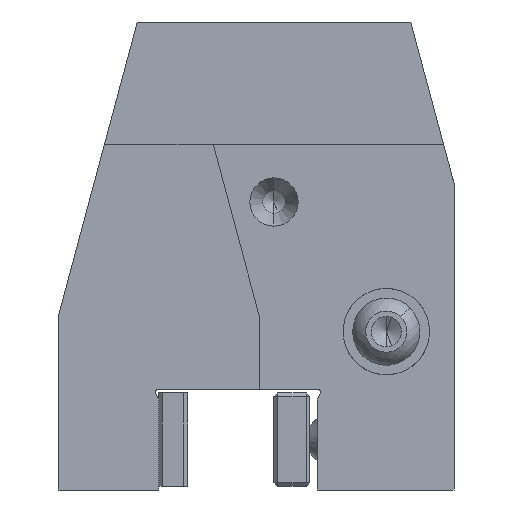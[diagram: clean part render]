
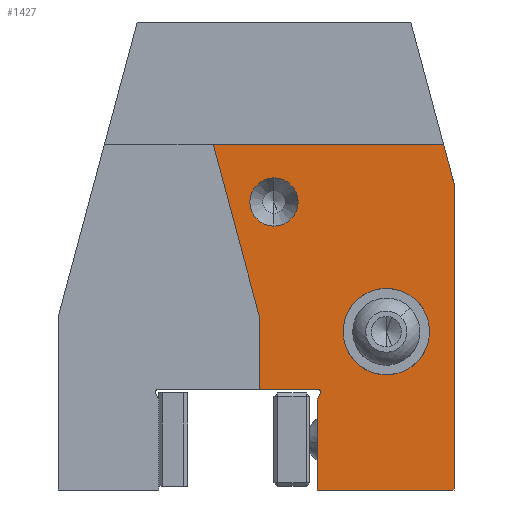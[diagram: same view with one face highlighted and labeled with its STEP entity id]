
A CAD part, left-side view. The second image highlights one B-rep face of the part: STEP entity #1427.
In plain terms, the highlighted planar face has unit normal (-1, 0, 0).
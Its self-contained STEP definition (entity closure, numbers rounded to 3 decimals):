
#121 = EDGE_CURVE ( 'NONE', #10198, #9777, #5573, .T. ) ;
#236 = EDGE_CURVE ( 'NONE', #1602, #3034, #8533, .T. ) ;
#315 = CARTESIAN_POINT ( 'NONE',  ( -51.673, 1.883, -25.217 ) ) ;
#329 = ORIENTED_EDGE ( 'NONE', *, *, #8505, .F. ) ;
#337 = CARTESIAN_POINT ( 'NONE',  ( -51.673, 1.483, -25.217 ) ) ;
#407 = CARTESIAN_POINT ( 'NONE',  ( -51.673, -7.657, -16.817 ) ) ;
#526 = AXIS2_PLACEMENT_3D ( 'NONE', #3530, #7740, #10440 ) ;
#645 = AXIS2_PLACEMENT_3D ( 'NONE', #4528, #5249, #9578 ) ;
#795 = ORIENTED_EDGE ( 'NONE', *, *, #6133, .F. ) ;
#1059 = VECTOR ( 'NONE', #4237, 1000. ) ;
#1118 = CARTESIAN_POINT ( 'NONE',  ( -51.673, -7.657, -22.817 ) ) ;
#1153 = AXIS2_PLACEMENT_3D ( 'NONE', #3389, #5059, #6834 ) ;
#1166 = DIRECTION ( 'NONE',  ( 0., 0.259, 0.966 ) ) ;
#1383 = ORIENTED_EDGE ( 'NONE', *, *, #2556, .F. ) ;
#1421 = CIRCLE ( 'NONE', #7559, 6. ) ;
#1427 = ADVANCED_FACE ( 'NONE', ( #9182, #10840, #4614 ), #8451, .T. ) ;
#1484 = VECTOR ( 'NONE', #9148, 1000. ) ;
#1587 = LINE ( 'NONE', #6730, #1059 ) ;
#1602 = VERTEX_POINT ( 'NONE', #3759 ) ;
#1905 = EDGE_CURVE ( 'NONE', #3041, #8869, #10276, .T. ) ;
#1956 = VECTOR ( 'NONE', #8804, 1000. ) ;
#2187 = CARTESIAN_POINT ( 'NONE',  ( -51.673, 16.374, 9.183 ) ) ;
#2190 = EDGE_CURVE ( 'NONE', #3041, #9394, #4866, .T. ) ;
#2260 = EDGE_CURVE ( 'NONE', #9777, #7645, #2711, .T. ) ;
#2432 = CARTESIAN_POINT ( 'NONE',  ( -51.673, -17.057, -38.817 ) ) ;
#2556 = EDGE_CURVE ( 'NONE', #8869, #3150, #7433, .T. ) ;
#2633 = EDGE_LOOP ( 'NONE', ( #10369, #8149 ) ) ;
#2669 = CARTESIAN_POINT ( 'NONE',  ( -51.673, 1.883, -24.817 ) ) ;
#2711 = LINE ( 'NONE', #10871, #1484 ) ;
#2805 = CIRCLE ( 'NONE', #526, 3.35 ) ;
#2905 = VERTEX_POINT ( 'NONE', #7007 ) ;
#2922 = LINE ( 'NONE', #2187, #5101 ) ;
#3034 = VERTEX_POINT ( 'NONE', #1118 ) ;
#3041 = VERTEX_POINT ( 'NONE', #3678 ) ;
#3150 = VERTEX_POINT ( 'NONE', #3797 ) ;
#3241 = DIRECTION ( 'NONE',  ( 0., -1., 0. ) ) ;
#3265 = VECTOR ( 'NONE', #8516, 1000. ) ;
#3389 = CARTESIAN_POINT ( 'NONE',  ( -51.673, 1.883, -25.217 ) ) ;
#3530 = CARTESIAN_POINT ( 'NONE',  ( -51.673, 7.943, 1.183 ) ) ;
#3678 = CARTESIAN_POINT ( 'NONE',  ( -51.673, 9.943, -24.817 ) ) ;
#3685 = CARTESIAN_POINT ( 'NONE',  ( -51.673, 1.943, -38.817 ) ) ;
#3750 = DIRECTION ( 'NONE',  ( -1., 0., 0. ) ) ;
#3757 = LINE ( 'NONE', #3934, #7415 ) ;
#3759 = CARTESIAN_POINT ( 'NONE',  ( -51.673, -7.657, -10.817 ) ) ;
#3797 = CARTESIAN_POINT ( 'NONE',  ( -51.673, 16.374, 9.183 ) ) ;
#3828 = EDGE_LOOP ( 'NONE', ( #795, #329 ) ) ;
#3875 = ORIENTED_EDGE ( 'NONE', *, *, #1905, .F. ) ;
#3882 = VERTEX_POINT ( 'NONE', #2432 ) ;
#3884 = CIRCLE ( 'NONE', #3920, 0.4 ) ;
#3920 = AXIS2_PLACEMENT_3D ( 'NONE', #315, #3750, #10760 ) ;
#3934 = CARTESIAN_POINT ( 'NONE',  ( -51.673, -17.057, -38.817 ) ) ;
#3985 = EDGE_CURVE ( 'NONE', #2905, #3882, #1587, .T. ) ;
#4025 = VECTOR ( 'NONE', #9845, 1000. ) ;
#4237 = DIRECTION ( 'NONE',  ( 0., 0., -1. ) ) ;
#4413 = DIRECTION ( 'NONE',  ( 0., 0., 1. ) ) ;
#4497 = CARTESIAN_POINT ( 'NONE',  ( -51.673, 9.943, -14.817 ) ) ;
#4528 = CARTESIAN_POINT ( 'NONE',  ( -51.673, -7.657, -16.817 ) ) ;
#4614 = FACE_OUTER_BOUND ( 'NONE', #10325, .T. ) ;
#4674 = ORIENTED_EDGE ( 'NONE', *, *, #2190, .T. ) ;
#4822 = CARTESIAN_POINT ( 'NONE',  ( -51.673, 9.943, -14.817 ) ) ;
#4866 = LINE ( 'NONE', #7387, #9169 ) ;
#5052 = ORIENTED_EDGE ( 'NONE', *, *, #5588, .F. ) ;
#5059 = DIRECTION ( 'NONE',  ( -1., 0., 0. ) ) ;
#5101 = VECTOR ( 'NONE', #3241, 1000. ) ;
#5141 = VECTOR ( 'NONE', #4413, 1000. ) ;
#5249 = DIRECTION ( 'NONE',  ( -1., 0., 0. ) ) ;
#5303 = EDGE_CURVE ( 'NONE', #8969, #10198, #7132, .T. ) ;
#5345 = ORIENTED_EDGE ( 'NONE', *, *, #8190, .F. ) ;
#5468 = ORIENTED_EDGE ( 'NONE', *, *, #10531, .T. ) ;
#5573 = LINE ( 'NONE', #11145, #3265 ) ;
#5575 = VERTEX_POINT ( 'NONE', #7441 ) ;
#5588 = EDGE_CURVE ( 'NONE', #3150, #10341, #2922, .T. ) ;
#5721 = DIRECTION ( 'NONE',  ( 0., 0., 1. ) ) ;
#5724 = ORIENTED_EDGE ( 'NONE', *, *, #6313, .F. ) ;
#6066 = VERTEX_POINT ( 'NONE', #8586 ) ;
#6095 = CARTESIAN_POINT ( 'NONE',  ( -51.673, -15.612, 9.183 ) ) ;
#6133 = EDGE_CURVE ( 'NONE', #5575, #6066, #6764, .T. ) ;
#6189 = CARTESIAN_POINT ( 'NONE',  ( -51.673, 9.943, -24.817 ) ) ;
#6224 = CARTESIAN_POINT ( 'NONE',  ( -51.673, 7.943, 1.183 ) ) ;
#6313 = EDGE_CURVE ( 'NONE', #7645, #9394, #3884, .T. ) ;
#6453 = DIRECTION ( 'NONE',  ( -1., 0., 0. ) ) ;
#6730 = CARTESIAN_POINT ( 'NONE',  ( -51.673, -17.057, 3.791 ) ) ;
#6764 = CIRCLE ( 'NONE', #8185, 3.35 ) ;
#6834 = DIRECTION ( 'NONE',  ( 0., 0., 1. ) ) ;
#7007 = CARTESIAN_POINT ( 'NONE',  ( -51.673, -17.057, 3.791 ) ) ;
#7040 = DIRECTION ( 'NONE',  ( -1., 0., 0. ) ) ;
#7132 = LINE ( 'NONE', #3685, #4025 ) ;
#7191 = ORIENTED_EDGE ( 'NONE', *, *, #121, .F. ) ;
#7260 = ORIENTED_EDGE ( 'NONE', *, *, #5303, .F. ) ;
#7387 = CARTESIAN_POINT ( 'NONE',  ( -51.673, 9.943, -24.817 ) ) ;
#7415 = VECTOR ( 'NONE', #7474, 1000. ) ;
#7433 = LINE ( 'NONE', #4497, #9586 ) ;
#7441 = CARTESIAN_POINT ( 'NONE',  ( -51.673, 7.943, -2.167 ) ) ;
#7474 = DIRECTION ( 'NONE',  ( 0., 1., 0. ) ) ;
#7559 = AXIS2_PLACEMENT_3D ( 'NONE', #407, #6453, #5721 ) ;
#7645 = VERTEX_POINT ( 'NONE', #337 ) ;
#7740 = DIRECTION ( 'NONE',  ( -1., 0., 0. ) ) ;
#7918 = LINE ( 'NONE', #9712, #1956 ) ;
#8149 = ORIENTED_EDGE ( 'NONE', *, *, #10076, .F. ) ;
#8185 = AXIS2_PLACEMENT_3D ( 'NONE', #6224, #7040, #8781 ) ;
#8190 = EDGE_CURVE ( 'NONE', #3882, #8969, #3757, .T. ) ;
#8222 = ORIENTED_EDGE ( 'NONE', *, *, #2260, .F. ) ;
#8451 = PLANE ( 'NONE',  #1153 ) ;
#8505 = EDGE_CURVE ( 'NONE', #6066, #5575, #2805, .T. ) ;
#8516 = DIRECTION ( 'NONE',  ( 0., -0.423, 0.906 ) ) ;
#8533 = CIRCLE ( 'NONE', #645, 6. ) ;
#8582 = ORIENTED_EDGE ( 'NONE', *, *, #3985, .F. ) ;
#8586 = CARTESIAN_POINT ( 'NONE',  ( -51.673, 7.943, 4.533 ) ) ;
#8781 = DIRECTION ( 'NONE',  ( 0., 0., 1. ) ) ;
#8804 = DIRECTION ( 'NONE',  ( 0., 0.259, 0.966 ) ) ;
#8869 = VERTEX_POINT ( 'NONE', #4822 ) ;
#8969 = VERTEX_POINT ( 'NONE', #10764 ) ;
#9148 = DIRECTION ( 'NONE',  ( 0., 0., 1. ) ) ;
#9169 = VECTOR ( 'NONE', #9953, 1000. ) ;
#9182 = FACE_BOUND ( 'NONE', #3828, .T. ) ;
#9394 = VERTEX_POINT ( 'NONE', #2669 ) ;
#9578 = DIRECTION ( 'NONE',  ( 0., 0., 1. ) ) ;
#9586 = VECTOR ( 'NONE', #1166, 1000. ) ;
#9712 = CARTESIAN_POINT ( 'NONE',  ( -51.673, -17.057, 3.791 ) ) ;
#9777 = VERTEX_POINT ( 'NONE', #10555 ) ;
#9845 = DIRECTION ( 'NONE',  ( 0., 0., 1. ) ) ;
#9953 = DIRECTION ( 'NONE',  ( 0., -1., 0. ) ) ;
#10076 = EDGE_CURVE ( 'NONE', #3034, #1602, #1421, .T. ) ;
#10198 = VERTEX_POINT ( 'NONE', #10541 ) ;
#10276 = LINE ( 'NONE', #6189, #5141 ) ;
#10325 = EDGE_LOOP ( 'NONE', ( #3875, #4674, #5724, #8222, #7191, #7260, #5345, #8582, #5468, #5052, #1383 ) ) ;
#10341 = VERTEX_POINT ( 'NONE', #6095 ) ;
#10369 = ORIENTED_EDGE ( 'NONE', *, *, #236, .F. ) ;
#10440 = DIRECTION ( 'NONE',  ( 0., 0., 1. ) ) ;
#10531 = EDGE_CURVE ( 'NONE', #2905, #10341, #7918, .T. ) ;
#10541 = CARTESIAN_POINT ( 'NONE',  ( -51.673, 1.943, -26.317 ) ) ;
#10555 = CARTESIAN_POINT ( 'NONE',  ( -51.673, 1.483, -25.33 ) ) ;
#10760 = DIRECTION ( 'NONE',  ( 0., 0., 1. ) ) ;
#10764 = CARTESIAN_POINT ( 'NONE',  ( -51.673, 1.943, -38.817 ) ) ;
#10840 = FACE_BOUND ( 'NONE', #2633, .T. ) ;
#10871 = CARTESIAN_POINT ( 'NONE',  ( -51.673, 1.483, -25.33 ) ) ;
#11145 = CARTESIAN_POINT ( 'NONE',  ( -51.673, 1.943, -26.317 ) ) ;
